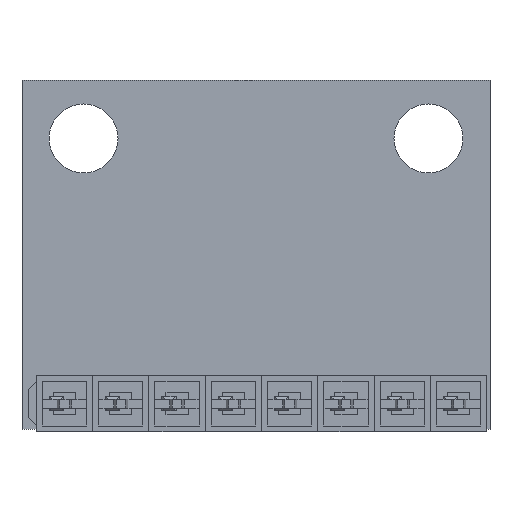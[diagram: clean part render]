
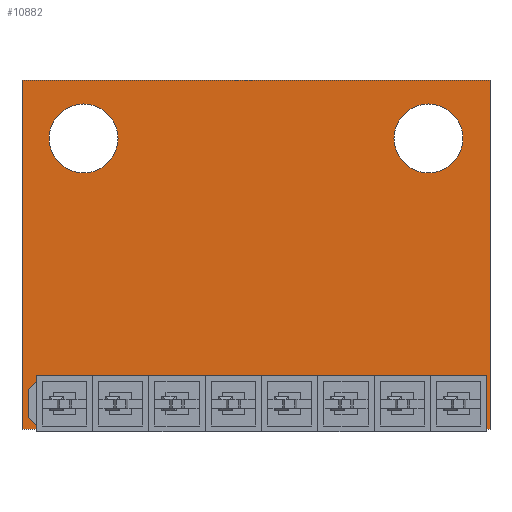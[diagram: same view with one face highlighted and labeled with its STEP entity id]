
A CAD part, front view. The second image highlights one B-rep face of the part: STEP entity #10882.
In plain terms, the highlighted planar face has unit normal (0, -1, 0).
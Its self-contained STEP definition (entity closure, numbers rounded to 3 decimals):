
#608=FACE_BOUND('',#1725,.T.);
#609=FACE_BOUND('',#1726,.T.);
#610=FACE_BOUND('',#1727,.T.);
#611=FACE_BOUND('',#1728,.T.);
#612=FACE_BOUND('',#1729,.T.);
#613=FACE_BOUND('',#1730,.T.);
#614=FACE_BOUND('',#1731,.T.);
#615=FACE_BOUND('',#1732,.T.);
#616=FACE_BOUND('',#1733,.T.);
#617=FACE_BOUND('',#1734,.T.);
#634=CIRCLE('',#11635,1.556);
#635=CIRCLE('',#11636,0.508);
#636=CIRCLE('',#11637,0.508);
#637=CIRCLE('',#11638,0.508);
#638=CIRCLE('',#11639,0.508);
#639=CIRCLE('',#11640,0.508);
#640=CIRCLE('',#11641,0.508);
#641=CIRCLE('',#11642,0.508);
#642=CIRCLE('',#11643,0.508);
#643=CIRCLE('',#11644,1.556);
#1095=FACE_OUTER_BOUND('',#1724,.T.);
#1724=EDGE_LOOP('',(#6857,#6858,#6859,#6860));
#1725=EDGE_LOOP('',(#6861));
#1726=EDGE_LOOP('',(#6862));
#1727=EDGE_LOOP('',(#6863));
#1728=EDGE_LOOP('',(#6864));
#1729=EDGE_LOOP('',(#6865));
#1730=EDGE_LOOP('',(#6866));
#1731=EDGE_LOOP('',(#6867));
#1732=EDGE_LOOP('',(#6868));
#1733=EDGE_LOOP('',(#6869));
#1734=EDGE_LOOP('',(#6870));
#2362=LINE('',#16139,#3351);
#2363=LINE('',#16141,#3352);
#2364=LINE('',#16143,#3353);
#2365=LINE('',#16144,#3354);
#3351=VECTOR('',#12818,15.748);
#3352=VECTOR('',#12819,21.107);
#3353=VECTOR('',#12820,15.748);
#3354=VECTOR('',#12821,21.107);
#4350=VERTEX_POINT('',#16137);
#4351=VERTEX_POINT('',#16138);
#4352=VERTEX_POINT('',#16140);
#4353=VERTEX_POINT('',#16142);
#4354=VERTEX_POINT('',#16145);
#4355=VERTEX_POINT('',#16147);
#4356=VERTEX_POINT('',#16149);
#4357=VERTEX_POINT('',#16151);
#4358=VERTEX_POINT('',#16153);
#4359=VERTEX_POINT('',#16155);
#4360=VERTEX_POINT('',#16157);
#4361=VERTEX_POINT('',#16159);
#4362=VERTEX_POINT('',#16161);
#4363=VERTEX_POINT('',#16163);
#5306=EDGE_CURVE('',#4350,#4351,#2362,.T.);
#5307=EDGE_CURVE('',#4352,#4350,#2363,.T.);
#5308=EDGE_CURVE('',#4353,#4352,#2364,.T.);
#5309=EDGE_CURVE('',#4351,#4353,#2365,.T.);
#5310=EDGE_CURVE('',#4354,#4354,#634,.T.);
#5311=EDGE_CURVE('',#4355,#4355,#635,.T.);
#5312=EDGE_CURVE('',#4356,#4356,#636,.T.);
#5313=EDGE_CURVE('',#4357,#4357,#637,.T.);
#5314=EDGE_CURVE('',#4358,#4358,#638,.T.);
#5315=EDGE_CURVE('',#4359,#4359,#639,.T.);
#5316=EDGE_CURVE('',#4360,#4360,#640,.T.);
#5317=EDGE_CURVE('',#4361,#4361,#641,.T.);
#5318=EDGE_CURVE('',#4362,#4362,#642,.T.);
#5319=EDGE_CURVE('',#4363,#4363,#643,.T.);
#6857=ORIENTED_EDGE('',*,*,#5306,.F.);
#6858=ORIENTED_EDGE('',*,*,#5307,.F.);
#6859=ORIENTED_EDGE('',*,*,#5308,.F.);
#6860=ORIENTED_EDGE('',*,*,#5309,.F.);
#6861=ORIENTED_EDGE('',*,*,#5310,.T.);
#6862=ORIENTED_EDGE('',*,*,#5311,.T.);
#6863=ORIENTED_EDGE('',*,*,#5312,.T.);
#6864=ORIENTED_EDGE('',*,*,#5313,.T.);
#6865=ORIENTED_EDGE('',*,*,#5314,.T.);
#6866=ORIENTED_EDGE('',*,*,#5315,.T.);
#6867=ORIENTED_EDGE('',*,*,#5316,.T.);
#6868=ORIENTED_EDGE('',*,*,#5317,.T.);
#6869=ORIENTED_EDGE('',*,*,#5318,.T.);
#6870=ORIENTED_EDGE('',*,*,#5319,.T.);
#9946=PLANE('',#11634);
#10882=ADVANCED_FACE('',(#1095,#608,#609,#610,#611,#612,#613,#614,#615,
#616,#617),#9946,.T.);
#11634=AXIS2_PLACEMENT_3D('',#16136,#12816,#12817);
#11635=AXIS2_PLACEMENT_3D('',#16146,#12822,#12823);
#11636=AXIS2_PLACEMENT_3D('',#16148,#12824,#12825);
#11637=AXIS2_PLACEMENT_3D('',#16150,#12826,#12827);
#11638=AXIS2_PLACEMENT_3D('',#16152,#12828,#12829);
#11639=AXIS2_PLACEMENT_3D('',#16154,#12830,#12831);
#11640=AXIS2_PLACEMENT_3D('',#16156,#12832,#12833);
#11641=AXIS2_PLACEMENT_3D('',#16158,#12834,#12835);
#11642=AXIS2_PLACEMENT_3D('',#16160,#12836,#12837);
#11643=AXIS2_PLACEMENT_3D('',#16162,#12838,#12839);
#11644=AXIS2_PLACEMENT_3D('',#16164,#12840,#12841);
#12816=DIRECTION('center_axis',(0.,-1.,0.));
#12817=DIRECTION('ref_axis',(0.,0.,-1.));
#12818=DIRECTION('',(0.,0.,-1.));
#12819=DIRECTION('',(1.,0.,0.));
#12820=DIRECTION('',(0.,0.,1.));
#12821=DIRECTION('',(-1.,0.,0.));
#12822=DIRECTION('center_axis',(0.,1.,0.));
#12823=DIRECTION('ref_axis',(0.,0.,-1.));
#12824=DIRECTION('center_axis',(0.,1.,0.));
#12825=DIRECTION('ref_axis',(0.,0.,1.));
#12826=DIRECTION('center_axis',(0.,1.,0.));
#12827=DIRECTION('ref_axis',(0.,0.,1.));
#12828=DIRECTION('center_axis',(0.,1.,0.));
#12829=DIRECTION('ref_axis',(0.,0.,1.));
#12830=DIRECTION('center_axis',(0.,1.,0.));
#12831=DIRECTION('ref_axis',(0.,0.,1.));
#12832=DIRECTION('center_axis',(0.,1.,0.));
#12833=DIRECTION('ref_axis',(0.,0.,1.));
#12834=DIRECTION('center_axis',(0.,1.,0.));
#12835=DIRECTION('ref_axis',(0.,0.,1.));
#12836=DIRECTION('center_axis',(0.,1.,0.));
#12837=DIRECTION('ref_axis',(0.,0.,1.));
#12838=DIRECTION('center_axis',(0.,1.,0.));
#12839=DIRECTION('ref_axis',(0.,0.,1.));
#12840=DIRECTION('center_axis',(0.,1.,0.));
#12841=DIRECTION('ref_axis',(0.,0.,1.));
#16136=CARTESIAN_POINT('Origin',(0.,-0.572,0.));
#16137=CARTESIAN_POINT('',(10.554,-0.572,7.874));
#16138=CARTESIAN_POINT('',(10.554,-0.572,-7.874));
#16139=CARTESIAN_POINT('',(10.554,-0.572,7.874));
#16140=CARTESIAN_POINT('',(-10.554,-0.572,7.874));
#16141=CARTESIAN_POINT('',(-10.554,-0.572,7.874));
#16142=CARTESIAN_POINT('',(-10.554,-0.572,-7.874));
#16143=CARTESIAN_POINT('',(-10.554,-0.572,-7.874));
#16144=CARTESIAN_POINT('',(10.554,-0.572,-7.874));
#16145=CARTESIAN_POINT('',(7.779,-0.572,6.794));
#16146=CARTESIAN_POINT('Origin',(7.779,-0.572,5.239));
#16147=CARTESIAN_POINT('',(-6.464,-0.572,-6.223));
#16148=CARTESIAN_POINT('Origin',(-6.464,-0.572,-6.731));
#16149=CARTESIAN_POINT('',(-1.384,-0.572,-6.223));
#16150=CARTESIAN_POINT('Origin',(-1.384,-0.572,-6.731));
#16151=CARTESIAN_POINT('',(3.696,-0.572,-6.223));
#16152=CARTESIAN_POINT('Origin',(3.696,-0.572,-6.731));
#16153=CARTESIAN_POINT('',(8.776,-0.572,-6.223));
#16154=CARTESIAN_POINT('Origin',(8.776,-0.572,-6.731));
#16155=CARTESIAN_POINT('',(6.236,-0.572,-6.223));
#16156=CARTESIAN_POINT('Origin',(6.236,-0.572,-6.731));
#16157=CARTESIAN_POINT('',(1.156,-0.572,-6.223));
#16158=CARTESIAN_POINT('Origin',(1.156,-0.572,-6.731));
#16159=CARTESIAN_POINT('',(-3.924,-0.572,-6.223));
#16160=CARTESIAN_POINT('Origin',(-3.924,-0.572,-6.731));
#16161=CARTESIAN_POINT('',(-9.004,-0.572,-6.223));
#16162=CARTESIAN_POINT('Origin',(-9.004,-0.572,-6.731));
#16163=CARTESIAN_POINT('',(-7.779,-0.572,6.794));
#16164=CARTESIAN_POINT('Origin',(-7.779,-0.572,5.239));
